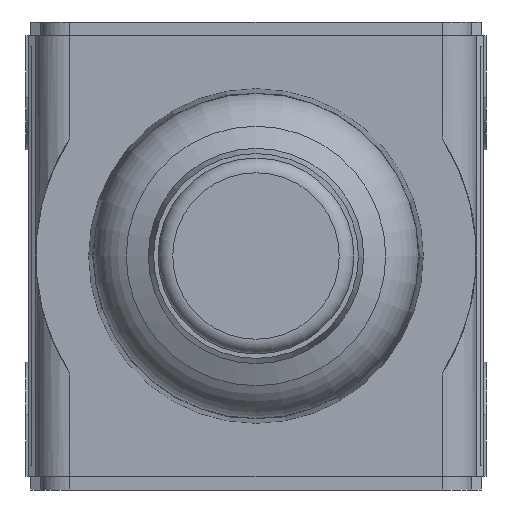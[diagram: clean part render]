
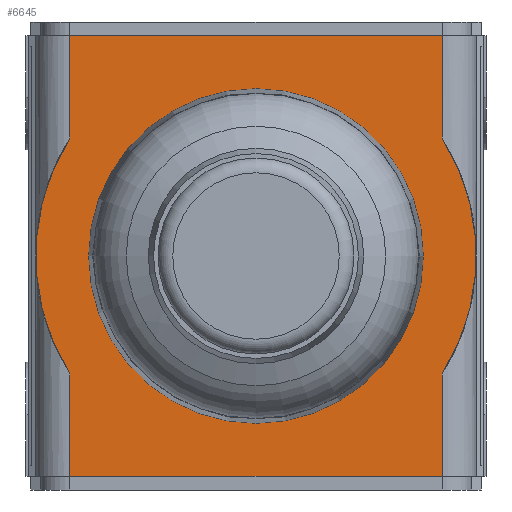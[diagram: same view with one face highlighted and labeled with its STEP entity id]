
A CAD part, front view. The second image highlights one B-rep face of the part: STEP entity #6645.
In plain terms, the highlighted planar face has unit normal (0, -1, 0).
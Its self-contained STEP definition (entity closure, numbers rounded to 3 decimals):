
#2492=CARTESIAN_POINT('',(19.,-26.,-22.5));
#2493=VERTEX_POINT('',#2492);
#2501=CARTESIAN_POINT('',(-19.,-26.0,-22.5));
#2502=VERTEX_POINT('',#2501);
#2503=CARTESIAN_POINT('',(-19.,-26.0,-22.5));
#2504=DIRECTION('',(1.0,0.0,0.0));
#2505=VECTOR('',#2504,38.);
#2506=LINE('',#2503,#2505);
#2507=EDGE_CURVE('',#2502,#2493,#2506,.T.);
#6348=CARTESIAN_POINT('',(19.,-26.,-12.052));
#6349=VERTEX_POINT('',#6348);
#6366=CARTESIAN_POINT('',(19.0,-26.,12.052));
#6367=VERTEX_POINT('',#6366);
#6381=CARTESIAN_POINT('',(0.,-26.0,0.0));
#6382=DIRECTION('',(0.,1.0,0.));
#6383=DIRECTION('',(-0.836,0.,0.549));
#6384=AXIS2_PLACEMENT_3D('',#6381,#6382,#6383);
#6385=CIRCLE('',#6384,22.5);
#6386=EDGE_CURVE('',#6367,#6349,#6385,.T.);
#6398=CARTESIAN_POINT('',(-19.,-26.,12.052));
#6399=VERTEX_POINT('',#6398);
#6416=CARTESIAN_POINT('',(-19.,-26.,-12.052));
#6417=VERTEX_POINT('',#6416);
#6431=CARTESIAN_POINT('',(0.,-26.0,0.0));
#6432=DIRECTION('',(0.,-1.0,0.));
#6433=DIRECTION('',(-0.836,0.,0.549));
#6434=AXIS2_PLACEMENT_3D('',#6431,#6432,#6433);
#6435=CIRCLE('',#6434,22.5);
#6436=EDGE_CURVE('',#6399,#6417,#6435,.T.);
#6502=CARTESIAN_POINT('',(19.,-26.,22.5));
#6503=VERTEX_POINT('',#6502);
#6511=CARTESIAN_POINT('',(19.,-26.,22.5));
#6512=DIRECTION('',(0.0,0.0,-1.0));
#6513=VECTOR('',#6512,10.448);
#6514=LINE('',#6511,#6513);
#6515=EDGE_CURVE('',#6503,#6367,#6514,.T.);
#6597=CARTESIAN_POINT('',(19.,-26.,0.0));
#6598=DIRECTION('',(0.0,-1.0,0.0));
#6599=DIRECTION('',(0.0,0.0,-1.0));
#6600=AXIS2_PLACEMENT_3D('',#6597,#6598,#6599);
#6601=PLANE('',#6600);
#6602=ORIENTED_EDGE('',*,*,#6515,.F.);
#6603=CARTESIAN_POINT('',(-19.,-26.0,22.5));
#6604=VERTEX_POINT('',#6603);
#6605=CARTESIAN_POINT('',(19.,-26.,22.5));
#6606=DIRECTION('',(-1.0,0.0,0.0));
#6607=VECTOR('',#6606,38.);
#6608=LINE('',#6605,#6607);
#6609=EDGE_CURVE('',#6503,#6604,#6608,.T.);
#6610=ORIENTED_EDGE('',*,*,#6609,.T.);
#6611=CARTESIAN_POINT('',(-19.,-26.0,22.5));
#6612=DIRECTION('',(0.0,0.0,-1.0));
#6613=VECTOR('',#6612,10.448);
#6614=LINE('',#6611,#6613);
#6615=EDGE_CURVE('',#6604,#6399,#6614,.T.);
#6616=ORIENTED_EDGE('',*,*,#6615,.T.);
#6617=ORIENTED_EDGE('',*,*,#6436,.T.);
#6618=CARTESIAN_POINT('',(-19.,-26.0,-12.052));
#6619=DIRECTION('',(0.0,0.0,-1.0));
#6620=VECTOR('',#6619,10.448);
#6621=LINE('',#6618,#6620);
#6622=EDGE_CURVE('',#6417,#2502,#6621,.T.);
#6623=ORIENTED_EDGE('',*,*,#6622,.T.);
#6624=ORIENTED_EDGE('',*,*,#2507,.T.);
#6625=CARTESIAN_POINT('',(19.,-26.,-12.052));
#6626=DIRECTION('',(0.0,0.0,-1.0));
#6627=VECTOR('',#6626,10.448);
#6628=LINE('',#6625,#6627);
#6629=EDGE_CURVE('',#6349,#2493,#6628,.T.);
#6630=ORIENTED_EDGE('',*,*,#6629,.F.);
#6631=ORIENTED_EDGE('',*,*,#6386,.F.);
#6632=EDGE_LOOP('',(#6602,#6610,#6616,#6617,#6623,#6624,#6630,#6631));
#6633=FACE_OUTER_BOUND('',#6632,.T.);
#6634=CARTESIAN_POINT('',(-17.086,-26.,0.0));
#6635=VERTEX_POINT('',#6634);
#6636=CARTESIAN_POINT('',(0.,-26.,0.0));
#6637=DIRECTION('',(0.0,1.0,0.0));
#6638=DIRECTION('',(-1.0,0.0,0.0));
#6639=AXIS2_PLACEMENT_3D('',#6636,#6637,#6638);
#6640=CIRCLE('',#6639,17.086);
#6641=EDGE_CURVE('',#6635,#6635,#6640,.T.);
#6642=ORIENTED_EDGE('',*,*,#6641,.T.);
#6643=EDGE_LOOP('',(#6642));
#6644=FACE_BOUND('',#6643,.T.);
#6645=ADVANCED_FACE('',(#6633,#6644),#6601,.T.);
